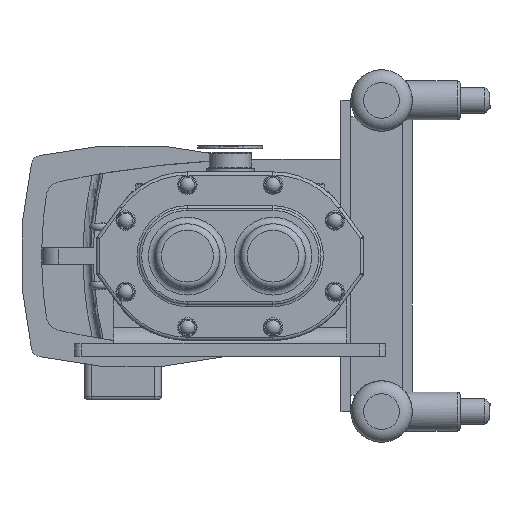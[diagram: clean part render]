
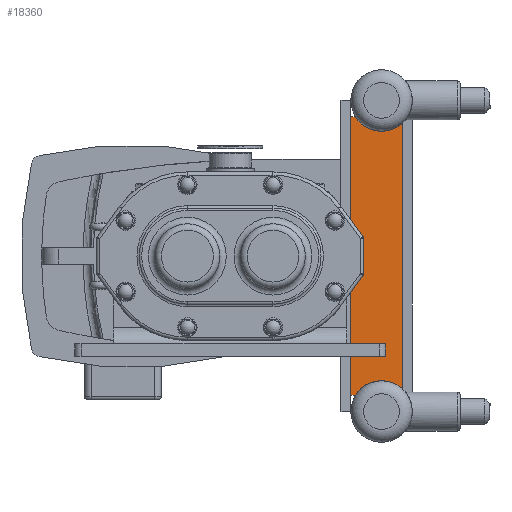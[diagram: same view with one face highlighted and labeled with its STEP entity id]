
A CAD part, left-side view. The second image highlights one B-rep face of the part: STEP entity #18360.
In plain terms, the highlighted planar face has unit normal (-1, 0, 0).
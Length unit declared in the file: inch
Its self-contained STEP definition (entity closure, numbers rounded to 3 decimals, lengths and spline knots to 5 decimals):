
#1148=CIRCLE('',#19590,1.19);
#1149=CIRCLE('',#19591,1.19);
#2512=FACE_OUTER_BOUND('',#3603,.T.);
#3603=EDGE_LOOP('',(#13389,#13390,#13391,#13392,#13393,#13394));
#4947=LINE('',#29158,#6342);
#4948=LINE('',#29161,#6343);
#4949=LINE('',#29165,#6344);
#4950=LINE('',#29168,#6345);
#6342=VECTOR('',#22520,0.3937);
#6343=VECTOR('',#22523,0.3937);
#6344=VECTOR('',#22526,0.3937);
#6345=VECTOR('',#22529,0.3937);
#7774=VERTEX_POINT('',#29151);
#7776=VERTEX_POINT('',#29156);
#7777=VERTEX_POINT('',#29160);
#7778=VERTEX_POINT('',#29162);
#7779=VERTEX_POINT('',#29164);
#7780=VERTEX_POINT('',#29166);
#9862=EDGE_CURVE('',#7774,#7776,#4947,.T.);
#9863=EDGE_CURVE('',#7776,#7777,#4948,.T.);
#9864=EDGE_CURVE('',#7777,#7778,#1148,.T.);
#9865=EDGE_CURVE('',#7778,#7779,#4949,.T.);
#9866=EDGE_CURVE('',#7779,#7780,#1149,.T.);
#9867=EDGE_CURVE('',#7780,#7774,#4950,.T.);
#13389=ORIENTED_EDGE('',*,*,#9862,.T.);
#13390=ORIENTED_EDGE('',*,*,#9863,.T.);
#13391=ORIENTED_EDGE('',*,*,#9864,.T.);
#13392=ORIENTED_EDGE('',*,*,#9865,.T.);
#13393=ORIENTED_EDGE('',*,*,#9866,.T.);
#13394=ORIENTED_EDGE('',*,*,#9867,.T.);
#17739=PLANE('',#19589);
#18360=ADVANCED_FACE('',(#2512),#17739,.T.);
#19589=AXIS2_PLACEMENT_3D('',#29159,#22521,#22522);
#19590=AXIS2_PLACEMENT_3D('',#29163,#22524,#22525);
#19591=AXIS2_PLACEMENT_3D('',#29167,#22527,#22528);
#22520=DIRECTION('',(0.,0.,-1.));
#22521=DIRECTION('center_axis',(-1.,0.,0.));
#22522=DIRECTION('ref_axis',(0.,0.,
1.));
#22523=DIRECTION('',(0.,-1.,0.));
#22524=DIRECTION('center_axis',(1.,0.,0.));
#22525=DIRECTION('ref_axis',(0.,-0.681,0.733));
#22526=DIRECTION('',(0.,0.,1.));
#22527=DIRECTION('center_axis',(1.,0.,0.));
#22528=DIRECTION('ref_axis',(0.,0.854,-0.521));
#22529=DIRECTION('',(0.,1.,0.));
#29151=CARTESIAN_POINT('',(5.582,-4.65025,5.385));
#29156=CARTESIAN_POINT('',(5.582,-4.65025,-5.365));
#29158=CARTESIAN_POINT('',(5.582,-4.65025,0.00642));
#29159=CARTESIAN_POINT('Origin',(5.582,-5.6209,0.00784));
#29160=CARTESIAN_POINT('',(5.582,-4.8282,-5.365));
#29161=CARTESIAN_POINT('',(5.582,-4.8282,-5.365));
#29162=CARTESIAN_POINT('',(5.582,-6.64775,-5.12322));
#29163=CARTESIAN_POINT('Origin',(5.582,-5.83775,-5.995));
#29164=CARTESIAN_POINT('',(5.582,-6.64775,5.13322));
#29165=CARTESIAN_POINT('',(5.582,-6.64775,5.13322));
#29166=CARTESIAN_POINT('',(5.582,-4.82202,5.385));
#29167=CARTESIAN_POINT('Origin',(5.582,-5.83775,6.005));
#29168=CARTESIAN_POINT('',(5.582,-4.64775,5.385));
